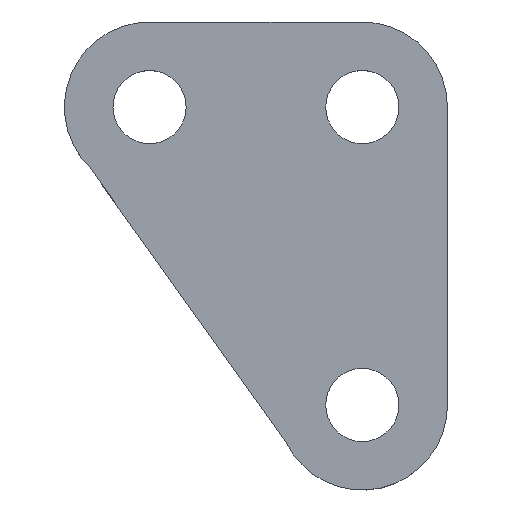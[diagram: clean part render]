
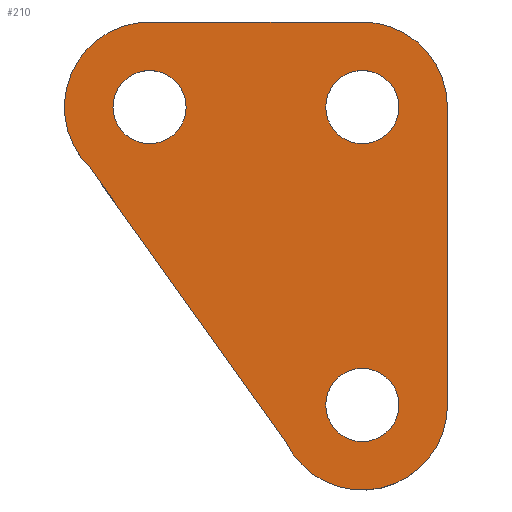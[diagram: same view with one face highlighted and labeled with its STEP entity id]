
A CAD part, top view. The second image highlights one B-rep face of the part: STEP entity #210.
In plain terms, the highlighted planar face has unit normal (0, 0, 1).
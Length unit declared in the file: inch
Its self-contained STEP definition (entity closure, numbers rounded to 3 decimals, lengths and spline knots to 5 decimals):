
#15=FACE_BOUND('',#47,.T.);
#16=FACE_BOUND('',#48,.T.);
#17=FACE_BOUND('',#49,.T.);
#24=PLANE('',#255);
#35=FACE_OUTER_BOUND('',#46,.T.);
#46=EDGE_LOOP('',(#177,#178,#179,#180,#181,#182));
#47=EDGE_LOOP('',(#183));
#48=EDGE_LOOP('',(#184));
#49=EDGE_LOOP('',(#185));
#59=LINE('',#346,#74);
#63=LINE('',#358,#78);
#67=LINE('',#370,#82);
#74=VECTOR('',#284,0.3937);
#78=VECTOR('',#296,0.3937);
#82=VECTOR('',#308,0.3937);
#84=CIRCLE('',#235,0.086);
#86=CIRCLE('',#238,0.086);
#88=CIRCLE('',#241,0.086);
#91=CIRCLE('',#246,0.2);
#93=CIRCLE('',#250,0.2);
#95=CIRCLE('',#254,0.2);
#96=VERTEX_POINT('',#322);
#98=VERTEX_POINT('',#328);
#100=VERTEX_POINT('',#334);
#104=VERTEX_POINT('',#343);
#105=VERTEX_POINT('',#345);
#107=VERTEX_POINT('',#351);
#109=VERTEX_POINT('',#357);
#111=VERTEX_POINT('',#363);
#113=VERTEX_POINT('',#369);
#114=EDGE_CURVE('',#96,#96,#84,.T.);
#117=EDGE_CURVE('',#98,#98,#86,.T.);
#120=EDGE_CURVE('',#100,#100,#88,.T.);
#125=EDGE_CURVE('',#105,#104,#59,.T.);
#128=EDGE_CURVE('',#107,#105,#91,.T.);
#131=EDGE_CURVE('',#109,#107,#63,.T.);
#134=EDGE_CURVE('',#111,#109,#93,.T.);
#137=EDGE_CURVE('',#113,#111,#67,.T.);
#140=EDGE_CURVE('',#104,#113,#95,.T.);
#177=ORIENTED_EDGE('',*,*,#140,.T.);
#178=ORIENTED_EDGE('',*,*,#137,.T.);
#179=ORIENTED_EDGE('',*,*,#134,.T.);
#180=ORIENTED_EDGE('',*,*,#131,.T.);
#181=ORIENTED_EDGE('',*,*,#128,.T.);
#182=ORIENTED_EDGE('',*,*,#125,.T.);
#183=ORIENTED_EDGE('',*,*,#120,.T.);
#184=ORIENTED_EDGE('',*,*,#117,.T.);
#185=ORIENTED_EDGE('',*,*,#114,.T.);
#210=ADVANCED_FACE('',(#35,#15,#16,#17),#24,.T.);
#235=AXIS2_PLACEMENT_3D('',#323,#261,#262);
#238=AXIS2_PLACEMENT_3D('',#329,#268,#269);
#241=AXIS2_PLACEMENT_3D('',#335,#275,#276);
#246=AXIS2_PLACEMENT_3D('',#352,#290,#291);
#250=AXIS2_PLACEMENT_3D('',#364,#302,#303);
#254=AXIS2_PLACEMENT_3D('',#374,#314,#315);
#255=AXIS2_PLACEMENT_3D('',#375,#316,#317);
#261=DIRECTION('center_axis',(0.,0.,-1.));
#262=DIRECTION('ref_axis',(-1.,0.,0.));
#268=DIRECTION('center_axis',(0.,0.,-1.));
#269=DIRECTION('ref_axis',(-1.,0.,0.));
#275=DIRECTION('center_axis',(0.,0.,-1.));
#276=DIRECTION('ref_axis',(-1.,0.,0.));
#284=DIRECTION('',(0.581,-0.814,0.));
#290=DIRECTION('center_axis',(0.,0.,1.));
#291=DIRECTION('ref_axis',(1.,0.,0.));
#296=DIRECTION('',(-1.,0.,0.));
#302=DIRECTION('center_axis',(0.,0.,1.));
#303=DIRECTION('ref_axis',(1.,0.,0.));
#308=DIRECTION('',(0.,1.,0.));
#314=DIRECTION('center_axis',(0.,0.,1.));
#315=DIRECTION('ref_axis',(1.,0.,0.));
#316=DIRECTION('center_axis',(0.,0.,1.));
#317=DIRECTION('ref_axis',(1.,0.,0.));
#322=CARTESIAN_POINT('',(0.586,0.,0.0625));
#323=CARTESIAN_POINT('Origin',(0.5,0.,0.0625));
#328=CARTESIAN_POINT('',(0.586,-0.7,0.0625));
#329=CARTESIAN_POINT('Origin',(0.5,-0.7,0.0625));
#334=CARTESIAN_POINT('',(0.086,0.,0.0625));
#335=CARTESIAN_POINT('Origin',(0.,0.,0.0625));
#343=CARTESIAN_POINT('',(0.31943,-0.786,0.0625));
#345=CARTESIAN_POINT('',(-0.13991,-0.14291,0.0625));
#346=CARTESIAN_POINT('',(-0.18057,-0.086,0.0625));
#351=CARTESIAN_POINT('',(0.,0.2,0.0625));
#352=CARTESIAN_POINT('Origin',(0.,0.,0.0625));
#357=CARTESIAN_POINT('',(0.5,0.2,0.0625));
#358=CARTESIAN_POINT('',(0.5,0.2,0.0625));
#363=CARTESIAN_POINT('',(0.7,0.,0.0625));
#364=CARTESIAN_POINT('Origin',(0.5,0.,0.0625));
#369=CARTESIAN_POINT('',(0.7,-0.7,0.0625));
#370=CARTESIAN_POINT('',(0.7,-0.7,0.0625));
#374=CARTESIAN_POINT('Origin',(0.5,-0.7,0.0625));
#375=CARTESIAN_POINT('Origin',(0.25,-0.35,0.0625));
